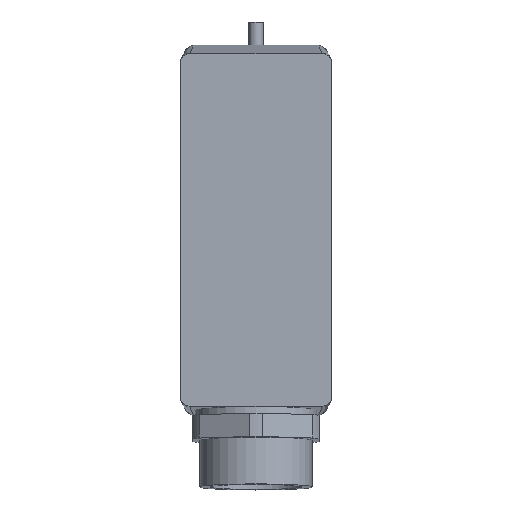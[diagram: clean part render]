
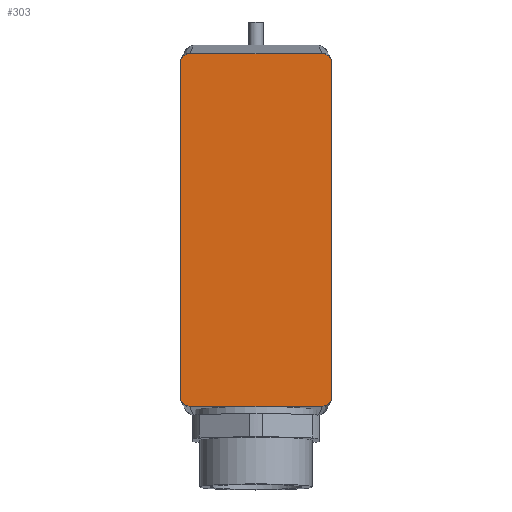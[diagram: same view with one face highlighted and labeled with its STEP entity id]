
A CAD part, top view. The second image highlights one B-rep face of the part: STEP entity #303.
In plain terms, the highlighted planar face has unit normal (0, 0, 1).
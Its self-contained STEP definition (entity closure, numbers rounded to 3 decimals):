
#303 = ADVANCED_FACE( '', ( #730 ), #731, .F. );
#730 = FACE_OUTER_BOUND( '', #1401, .T. );
#731 = PLANE( '', #1402 );
#1401 = EDGE_LOOP( '', ( #2432, #2433, #2434, #2435, #2436, #2437, #2438, #2439 ) );
#1402 = AXIS2_PLACEMENT_3D( '', #2440, #2441, #2442 );
#2432 = ORIENTED_EDGE( '', *, *, #3838, .F. );
#2433 = ORIENTED_EDGE( '', *, *, #3772, .T. );
#2434 = ORIENTED_EDGE( '', *, *, #3839, .T. );
#2435 = ORIENTED_EDGE( '', *, *, #3840, .F. );
#2436 = ORIENTED_EDGE( '', *, *, #3841, .T. );
#2437 = ORIENTED_EDGE( '', *, *, #3842, .T. );
#2438 = ORIENTED_EDGE( '', *, *, #3730, .F. );
#2439 = ORIENTED_EDGE( '', *, *, #3843, .F. );
#2440 = CARTESIAN_POINT( '', ( -16.2, 39.5, 55.8 ) );
#2441 = DIRECTION( '', ( 0., 0., -1. ) );
#2442 = DIRECTION( '', ( -1., 0., 0. ) );
#3730 = EDGE_CURVE( '', #4439, #4441, #4442, .T. );
#3772 = EDGE_CURVE( '', #4508, #4509, #4510, .T. );
#3838 = EDGE_CURVE( '', #4508, #4612, #4613, .T. );
#3839 = EDGE_CURVE( '', #4509, #4614, #4615, .T. );
#3840 = EDGE_CURVE( '', #4616, #4614, #4617, .T. );
#3841 = EDGE_CURVE( '', #4616, #4618, #4619, .T. );
#3842 = EDGE_CURVE( '', #4618, #4441, #4620, .T. );
#3843 = EDGE_CURVE( '', #4612, #4439, #4621, .T. );
#4439 = VERTEX_POINT( '', #5544 );
#4441 = VERTEX_POINT( '', #5549 );
#4442 = LINE( '', #5550, #5551 );
#4508 = VERTEX_POINT( '', #5638 );
#4509 = VERTEX_POINT( '', #5639 );
#4510 = B_SPLINE_CURVE_WITH_KNOTS( '', 3, ( #5640, #5641, #5642, #5643, #5644, #5645, #5646, #5647, #5648, #5649, #5650, #5651, #5652, #5653 ), .UNSPECIFIED., .F., .F., ( 4, 2, 2, 2, 2, 2, 4 ), ( 0., 0., 0.001, 0.001, 0.002, 0.002, 0.003 ), .UNSPECIFIED. );
#4612 = VERTEX_POINT( '', #5867 );
#4613 = LINE( '', #5868, #5869 );
#4614 = VERTEX_POINT( '', #5870 );
#4615 = LINE( '', #5871, #5872 );
#4616 = VERTEX_POINT( '', #5873 );
#4617 = B_SPLINE_CURVE_WITH_KNOTS( '', 3, ( #5874, #5875, #5876, #5877, #5878, #5879, #5880, #5881, #5882, #5883, #5884, #5885, #5886, #5887 ), .UNSPECIFIED., .F., .F., ( 4, 2, 2, 2, 2, 2, 4 ), ( 0., 0., 0.001, 0.001, 0.002, 0.002, 0.003 ), .UNSPECIFIED. );
#4618 = VERTEX_POINT( '', #5888 );
#4619 = LINE( '', #5889, #5890 );
#4620 = B_SPLINE_CURVE_WITH_KNOTS( '', 3, ( #5891, #5892, #5893, #5894, #5895, #5896, #5897, #5898, #5899, #5900, #5901, #5902, #5903, #5904 ), .UNSPECIFIED., .F., .F., ( 4, 2, 2, 2, 2, 2, 4 ), ( 0., 0., 0.001, 0.001, 0.002, 0.002, 0.003 ), .UNSPECIFIED. );
#4621 = B_SPLINE_CURVE_WITH_KNOTS( '', 3, ( #5905, #5906, #5907, #5908, #5909, #5910, #5911, #5912, #5913, #5914, #5915, #5916, #5917, #5918 ), .UNSPECIFIED., .F., .F., ( 4, 2, 2, 2, 2, 2, 4 ), ( 0., 0., 0.001, 0.001, 0.002, 0.002, 0.003 ), .UNSPECIFIED. );
#5544 = CARTESIAN_POINT( '', ( 16.2, 35.618, 55.8 ) );
#5549 = CARTESIAN_POINT( '', ( 16.2, -35.618, 55.8 ) );
#5550 = CARTESIAN_POINT( '', ( 16.2, 39.5, 55.8 ) );
#5551 = VECTOR( '', #6984, 1000. );
#5638 = CARTESIAN_POINT( '', ( -14.197, 37.624, 55.8 ) );
#5639 = CARTESIAN_POINT( '', ( -16.2, 35.618, 55.8 ) );
#5640 = CARTESIAN_POINT( '', ( -14.197, 37.624, 55.8 ) );
#5641 = CARTESIAN_POINT( '', ( -14.329, 37.624, 55.8 ) );
#5642 = CARTESIAN_POINT( '', ( -14.459, 37.611, 55.8 ) );
#5643 = CARTESIAN_POINT( '', ( -14.715, 37.56, 55.8 ) );
#5644 = CARTESIAN_POINT( '', ( -14.842, 37.521, 55.8 ) );
#5645 = CARTESIAN_POINT( '', ( -15.085, 37.421, 55.8 ) );
#5646 = CARTESIAN_POINT( '', ( -15.2, 37.359, 55.8 ) );
#5647 = CARTESIAN_POINT( '', ( -15.418, 37.213, 55.8 ) );
#5648 = CARTESIAN_POINT( '', ( -15.521, 37.129, 55.8 ) );
#5649 = CARTESIAN_POINT( '', ( -15.798, 36.852, 55.8 ) );
#5650 = CARTESIAN_POINT( '', ( -15.947, 36.628, 55.8 ) );
#5651 = CARTESIAN_POINT( '', ( -16.147, 36.146, 55.8 ) );
#5652 = CARTESIAN_POINT( '', ( -16.2, 35.883, 55.8 ) );
#5653 = CARTESIAN_POINT( '', ( -16.2, 35.618, 55.8 ) );
#5867 = CARTESIAN_POINT( '', ( 14.197, 37.624, 55.8 ) );
#5868 = CARTESIAN_POINT( '', ( -70.259, 37.624, 55.8 ) );
#5869 = VECTOR( '', #7088, 1000. );
#5870 = CARTESIAN_POINT( '', ( -16.2, -35.618, 55.8 ) );
#5871 = CARTESIAN_POINT( '', ( -16.2, 39.5, 55.8 ) );
#5872 = VECTOR( '', #7089, 1000. );
#5873 = CARTESIAN_POINT( '', ( -14.197, -37.624, 55.8 ) );
#5874 = CARTESIAN_POINT( '', ( -14.197, -37.624, 55.8 ) );
#5875 = CARTESIAN_POINT( '', ( -14.329, -37.624, 55.8 ) );
#5876 = CARTESIAN_POINT( '', ( -14.459, -37.611, 55.8 ) );
#5877 = CARTESIAN_POINT( '', ( -14.715, -37.56, 55.8 ) );
#5878 = CARTESIAN_POINT( '', ( -14.842, -37.521, 55.8 ) );
#5879 = CARTESIAN_POINT( '', ( -15.085, -37.421, 55.8 ) );
#5880 = CARTESIAN_POINT( '', ( -15.2, -37.359, 55.8 ) );
#5881 = CARTESIAN_POINT( '', ( -15.418, -37.213, 55.8 ) );
#5882 = CARTESIAN_POINT( '', ( -15.521, -37.129, 55.8 ) );
#5883 = CARTESIAN_POINT( '', ( -15.798, -36.852, 55.8 ) );
#5884 = CARTESIAN_POINT( '', ( -15.947, -36.628, 55.8 ) );
#5885 = CARTESIAN_POINT( '', ( -16.147, -36.146, 55.8 ) );
#5886 = CARTESIAN_POINT( '', ( -16.2, -35.883, 55.8 ) );
#5887 = CARTESIAN_POINT( '', ( -16.2, -35.618, 55.8 ) );
#5888 = CARTESIAN_POINT( '', ( 14.197, -37.624, 55.8 ) );
#5889 = CARTESIAN_POINT( '', ( -70.259, -37.624, 55.8 ) );
#5890 = VECTOR( '', #7090, 1000. );
#5891 = CARTESIAN_POINT( '', ( 14.197, -37.624, 55.8 ) );
#5892 = CARTESIAN_POINT( '', ( 14.329, -37.624, 55.8 ) );
#5893 = CARTESIAN_POINT( '', ( 14.459, -37.611, 55.8 ) );
#5894 = CARTESIAN_POINT( '', ( 14.715, -37.56, 55.8 ) );
#5895 = CARTESIAN_POINT( '', ( 14.842, -37.521, 55.8 ) );
#5896 = CARTESIAN_POINT( '', ( 15.085, -37.421, 55.8 ) );
#5897 = CARTESIAN_POINT( '', ( 15.2, -37.359, 55.8 ) );
#5898 = CARTESIAN_POINT( '', ( 15.418, -37.213, 55.8 ) );
#5899 = CARTESIAN_POINT( '', ( 15.521, -37.129, 55.8 ) );
#5900 = CARTESIAN_POINT( '', ( 15.798, -36.852, 55.8 ) );
#5901 = CARTESIAN_POINT( '', ( 15.947, -36.628, 55.8 ) );
#5902 = CARTESIAN_POINT( '', ( 16.147, -36.146, 55.8 ) );
#5903 = CARTESIAN_POINT( '', ( 16.2, -35.883, 55.8 ) );
#5904 = CARTESIAN_POINT( '', ( 16.2, -35.618, 55.8 ) );
#5905 = CARTESIAN_POINT( '', ( 14.197, 37.624, 55.8 ) );
#5906 = CARTESIAN_POINT( '', ( 14.329, 37.624, 55.8 ) );
#5907 = CARTESIAN_POINT( '', ( 14.459, 37.611, 55.8 ) );
#5908 = CARTESIAN_POINT( '', ( 14.715, 37.56, 55.8 ) );
#5909 = CARTESIAN_POINT( '', ( 14.842, 37.521, 55.8 ) );
#5910 = CARTESIAN_POINT( '', ( 15.085, 37.421, 55.8 ) );
#5911 = CARTESIAN_POINT( '', ( 15.2, 37.359, 55.8 ) );
#5912 = CARTESIAN_POINT( '', ( 15.418, 37.213, 55.8 ) );
#5913 = CARTESIAN_POINT( '', ( 15.521, 37.129, 55.8 ) );
#5914 = CARTESIAN_POINT( '', ( 15.798, 36.852, 55.8 ) );
#5915 = CARTESIAN_POINT( '', ( 15.947, 36.628, 55.8 ) );
#5916 = CARTESIAN_POINT( '', ( 16.147, 36.146, 55.8 ) );
#5917 = CARTESIAN_POINT( '', ( 16.2, 35.883, 55.8 ) );
#5918 = CARTESIAN_POINT( '', ( 16.2, 35.618, 55.8 ) );
#6984 = DIRECTION( '', ( 0., -1., 0. ) );
#7088 = DIRECTION( '', ( 1., 0., 0. ) );
#7089 = DIRECTION( '', ( 0., -1., 0. ) );
#7090 = DIRECTION( '', ( 1., 0., 0. ) );
